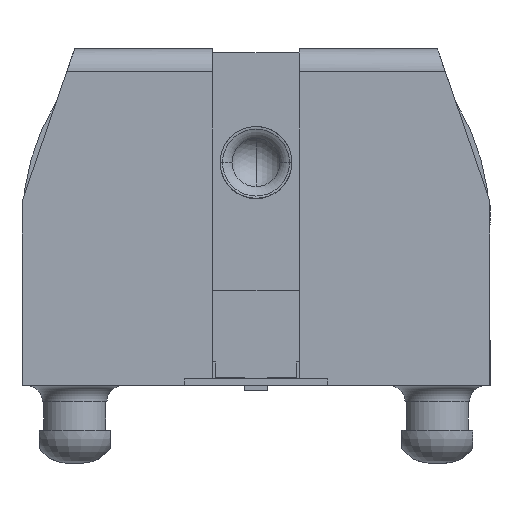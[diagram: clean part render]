
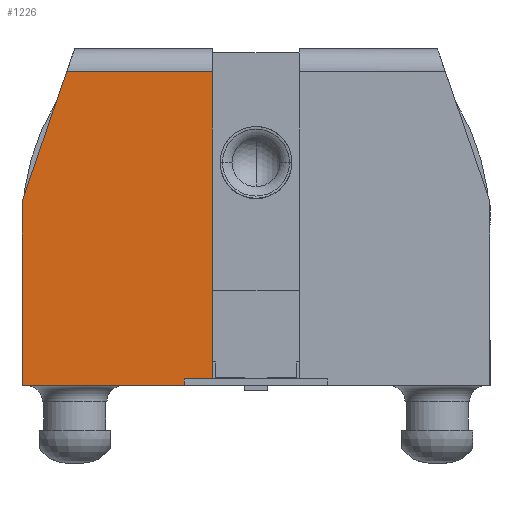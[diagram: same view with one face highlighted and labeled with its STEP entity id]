
A CAD part, left-side view. The second image highlights one B-rep face of the part: STEP entity #1226.
In plain terms, the highlighted planar face has unit normal (-1, 0, 0).
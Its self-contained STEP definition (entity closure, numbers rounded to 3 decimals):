
#471 = VERTEX_POINT('',#472);
#472 = CARTESIAN_POINT('',(-38.53,13.843,-1.905));
#479 = EDGE_CURVE('',#480,#471,#482,.T.);
#480 = VERTEX_POINT('',#481);
#481 = CARTESIAN_POINT('',(-38.53,0.,-1.905));
#482 = LINE('',#483,#484);
#483 = CARTESIAN_POINT('',(-38.53,4.191,-1.905));
#484 = VECTOR('',#485,1.);
#485 = DIRECTION('',(0.,1.,0.));
#1226 = ADVANCED_FACE('',(#1227),#1260,.F.);
#1227 = FACE_BOUND('',#1228,.T.);
#1228 = EDGE_LOOP('',(#1229,#1230,#1238,#1246,#1254));
#1229 = ORIENTED_EDGE('',*,*,#479,.T.);
#1230 = ORIENTED_EDGE('',*,*,#1231,.T.);
#1231 = EDGE_CURVE('',#471,#1232,#1234,.T.);
#1232 = VERTEX_POINT('',#1233);
#1233 = CARTESIAN_POINT('',(-38.53,13.843,-8.35));
#1234 = LINE('',#1235,#1236);
#1235 = CARTESIAN_POINT('',(-38.53,13.843,-8.));
#1236 = VECTOR('',#1237,1.);
#1237 = DIRECTION('',(0.,-0.,-1.));
#1238 = ORIENTED_EDGE('',*,*,#1239,.T.);
#1239 = EDGE_CURVE('',#1232,#1240,#1242,.T.);
#1240 = VERTEX_POINT('',#1241);
#1241 = CARTESIAN_POINT('',(-38.53,8.106,-10.325));
#1242 = LINE('',#1243,#1244);
#1243 = CARTESIAN_POINT('',(-38.53,14.859,-8.));
#1244 = VECTOR('',#1245,1.);
#1245 = DIRECTION('',(0.,-0.946,-0.326));
#1246 = ORIENTED_EDGE('',*,*,#1247,.T.);
#1247 = EDGE_CURVE('',#1240,#1248,#1250,.T.);
#1248 = VERTEX_POINT('',#1249);
#1249 = CARTESIAN_POINT('',(-38.53,0.,-10.325));
#1250 = LINE('',#1251,#1252);
#1251 = CARTESIAN_POINT('',(-38.53,8.106,-10.325));
#1252 = VECTOR('',#1253,1.);
#1253 = DIRECTION('',(0.,-1.,0.));
#1254 = ORIENTED_EDGE('',*,*,#1255,.T.);
#1255 = EDGE_CURVE('',#1248,#480,#1256,.T.);
#1256 = LINE('',#1257,#1258);
#1257 = CARTESIAN_POINT('',(-38.53,0.,10.33));
#1258 = VECTOR('',#1259,1.);
#1259 = DIRECTION('',(-0.,-0.,1.));
#1260 = PLANE('',#1261);
#1261 = AXIS2_PLACEMENT_3D('',#1262,#1263,#1264);
#1262 = CARTESIAN_POINT('',(-38.53,14.86,10.33));
#1263 = DIRECTION('',(1.,-0.,0.));
#1264 = DIRECTION('',(0.,0.,-1.));
